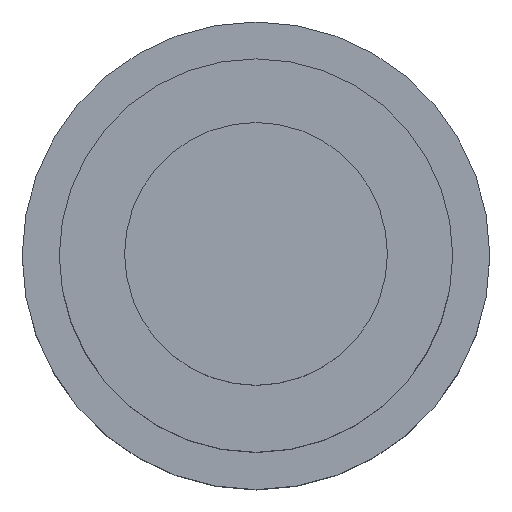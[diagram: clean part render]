
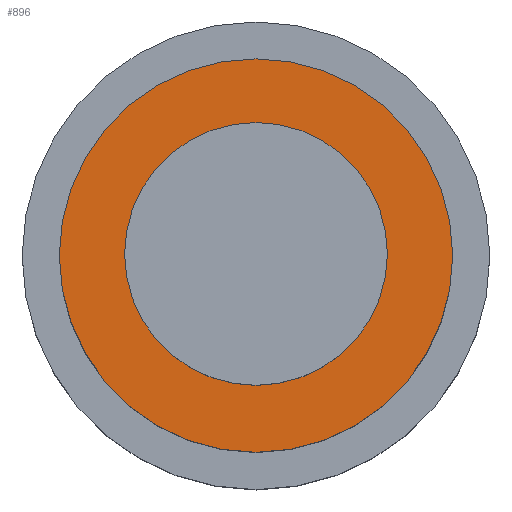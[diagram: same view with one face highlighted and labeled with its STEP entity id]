
A CAD part, top view. The second image highlights one B-rep face of the part: STEP entity #896.
In plain terms, the highlighted planar face has unit normal (0, 0, 1).
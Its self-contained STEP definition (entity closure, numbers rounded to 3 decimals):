
#15 = CARTESIAN_POINT ( 'NONE',  ( 0., 0., 45. ) ) ;
#24 = DIRECTION ( 'NONE',  ( 0., 0., -1. ) ) ;
#29 = ORIENTED_EDGE ( 'NONE', *, *, #226, .T. ) ;
#42 = DIRECTION ( 'NONE',  ( 0., -1., 0. ) ) ;
#108 = VERTEX_POINT ( 'NONE', #544 ) ;
#114 = ORIENTED_EDGE ( 'NONE', *, *, #174, .F. ) ;
#133 = CIRCLE ( 'NONE', #662, 12.7 ) ;
#145 = CARTESIAN_POINT ( 'NONE',  ( 0., 0., 45. ) ) ;
#174 = EDGE_CURVE ( 'NONE', #1199, #269, #1170, .T. ) ;
#181 = DIRECTION ( 'NONE',  ( 0., 1., 0. ) ) ;
#202 = ORIENTED_EDGE ( 'NONE', *, *, #407, .T. ) ;
#212 = DIRECTION ( 'NONE',  ( 0., 1., 0. ) ) ;
#221 = ORIENTED_EDGE ( 'NONE', *, *, #1393, .F. ) ;
#226 = EDGE_CURVE ( 'NONE', #649, #108, #133, .T. ) ;
#269 = VERTEX_POINT ( 'NONE', #1134 ) ;
#275 = FACE_OUTER_BOUND ( 'NONE', #282, .T. ) ;
#282 = EDGE_LOOP ( 'NONE', ( #114, #221 ) ) ;
#300 = CIRCLE ( 'NONE', #1289, 12.7 ) ;
#333 = PLANE ( 'NONE',  #652 ) ;
#407 = EDGE_CURVE ( 'NONE', #108, #649, #300, .T. ) ;
#409 = AXIS2_PLACEMENT_3D ( 'NONE', #719, #821, #707 ) ;
#480 = DIRECTION ( 'NONE',  ( 0., 0., -1. ) ) ;
#517 = AXIS2_PLACEMENT_3D ( 'NONE', #15, #772, #774 ) ;
#544 = CARTESIAN_POINT ( 'NONE',  ( 0., -12.7, 45. ) ) ;
#557 = CARTESIAN_POINT ( 'NONE',  ( 0., 0., 45. ) ) ;
#574 = CARTESIAN_POINT ( 'NONE',  ( 0., 0., 45. ) ) ;
#649 = VERTEX_POINT ( 'NONE', #961 ) ;
#652 = AXIS2_PLACEMENT_3D ( 'NONE', #574, #684, #42 ) ;
#658 = FACE_BOUND ( 'NONE', #824, .T. ) ;
#662 = AXIS2_PLACEMENT_3D ( 'NONE', #557, #24, #212 ) ;
#684 = DIRECTION ( 'NONE',  ( 0., 0., 1. ) ) ;
#707 = DIRECTION ( 'NONE',  ( 0., 1., 0. ) ) ;
#719 = CARTESIAN_POINT ( 'NONE',  ( 0., 0., 45. ) ) ;
#731 = CIRCLE ( 'NONE', #409, 26.5 ) ;
#772 = DIRECTION ( 'NONE',  ( 0., 0., -1. ) ) ;
#774 = DIRECTION ( 'NONE',  ( 0., 1., 0. ) ) ;
#821 = DIRECTION ( 'NONE',  ( 0., 0., -1. ) ) ;
#824 = EDGE_LOOP ( 'NONE', ( #29, #202 ) ) ;
#896 = ADVANCED_FACE ( 'NONE', ( #658, #275 ), #333, .T. ) ;
#961 = CARTESIAN_POINT ( 'NONE',  ( 0., 12.7, 45. ) ) ;
#1134 = CARTESIAN_POINT ( 'NONE',  ( 0., -26.5, 45. ) ) ;
#1170 = CIRCLE ( 'NONE', #517, 26.5 ) ;
#1187 = CARTESIAN_POINT ( 'NONE',  ( 0., 26.5, 45. ) ) ;
#1199 = VERTEX_POINT ( 'NONE', #1187 ) ;
#1289 = AXIS2_PLACEMENT_3D ( 'NONE', #145, #480, #181 ) ;
#1393 = EDGE_CURVE ( 'NONE', #269, #1199, #731, .T. ) ;
